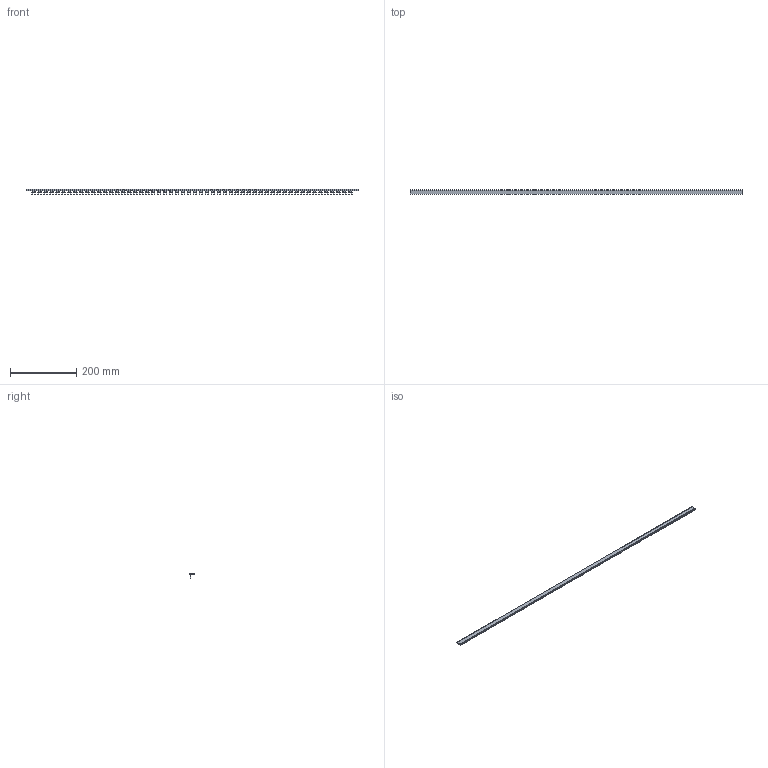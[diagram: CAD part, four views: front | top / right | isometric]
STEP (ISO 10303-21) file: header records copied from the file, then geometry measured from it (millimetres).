
FILE_DESCRIPTION((''),'2;1');
FILE_NAME('ASM0001_ASM','2024-04-26T',('dell'),(''),'PRO/ENGINEER BY PARAMETRIC TECHNOLOGY CORPORATION, 2013230','PRO/ENGINEER BY PARAMETRIC TECHNOLOGY CORPORATION, 2013230','');
FILE_SCHEMA(('AUTOMOTIVE_DESIGN { 1 0 10303 214 1 1 1 1 }'));
Length unit declared in the file: millimetre
Products named in the file (1): ASM0001_ASM
Bounding box: 1000 x 15.03 x 17 mm (x, y, z)
Volume: 61216.9 mm3; surface area: 73928.5 mm2
Topology: 1 solids, 1 shells, 990 faces, 2964 edges, 1976 vertices
Faces by surface type: plane 551, cylinder 439
Entity records: 33673 total; most frequent: CARTESIAN_POINT 5932, DIRECTION 5930, ORIENTED_EDGE 5928, EDGE_CURVE 2964, VECTOR 1978, LINE 1978, AXIS2_PLACEMENT_3D 1976, VERTEX_POINT 1976
